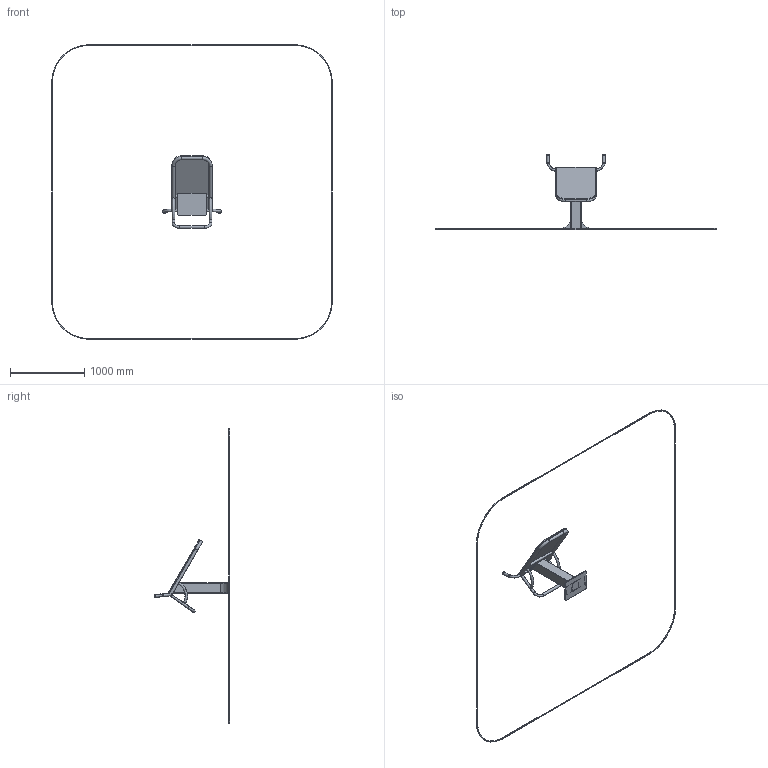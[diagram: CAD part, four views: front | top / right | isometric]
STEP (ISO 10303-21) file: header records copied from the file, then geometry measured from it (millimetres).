
FILE_DESCRIPTION(('STEP AP214'), '1');
FILE_NAME('óëè÷íûé òðåíàæåð', '', ('UNSPECIFIED'), ('UNSPECIFIED'), 'C3D Converter', 'C3D Toolkit', '');
FILE_SCHEMA(('AUTOMOTIVE_DESIGN { 1 0 10303 214 3 1 1}'));
Length unit declared in the file: millimetre
Products named in the file (30): УТ-05.1.14.00.00.00; УТ-05.14.00.01.00; УТ-03.1.14.00.01.02; КБ-201.1.02.01; -01; УТ-05.14.01.00.00; УТ-05.14.01.01.00; УТ-05.14.01.01.05; УТ-05.14.01.01.01; УТ-05.14.01.01.02; УТ-05.14.01.01.06; УТ-05.14.01.01.03; УТ-05.14.01.01.04; УТ-07.1.14.02.00.01; ФК-03.03; УТ-05.14.01.00.01; УТН-03Г.00.00.01
Assembly tree (42 placements, depth 4):
  УТ-05.1.14.00.00.00
    УТ-05.14.00.01.00
      УТ-03.1.14.00.01.02
      КБ-201.1.02.01
      (unnamed)
      (unnamed)  x2
      (unnamed)
      -01
      -01  x2
    УТ-05.14.01.00.00
      УТ-05.14.01.01.00
        УТ-05.14.01.01.05
        УТ-05.14.01.01.01
        УТ-05.14.01.01.02
        УТ-05.14.01.01.06  x2
        КБ-201.1.02.01
        УТ-05.14.01.01.03
        УТ-05.14.01.01.04  x2
      УТ-07.1.14.02.00.01  x2
    (unnamed)
      (unnamed)
        ФК-03.03  x4
        (unnamed)  x2
        (unnamed)  x2
      (unnamed)  x4
        (unnamed)
        (unnamed)
        (unnamed)
    УТ-05.14.01.00.01
    УТН-03Г.00.00.01
Bounding box: 3788 x 1014.52 x 3977.49 mm (x, y, z)
Volume: 14532721.2 mm3; surface area: 4045106.8 mm2
Topology: 23 solids, 23 shells, 377 faces, 925 edges, 596 vertices
Faces by surface type: plane 219, cylinder 120, torus 30, cone 8
Full cylindrical faces by diameter (mm): 5 x2, 28.4 x9, 34 x9, 36.4 x3, 40 x2, 42 x3
Entity records: 15093 total; most frequent: CARTESIAN_POINT 1908, DIRECTION 1835, ORIENTED_EDGE 1648, EDGE_CURVE 824, AXIS2_PLACEMENT_3D 629, LINE 577, VECTOR 577, VERTEX_POINT 557
